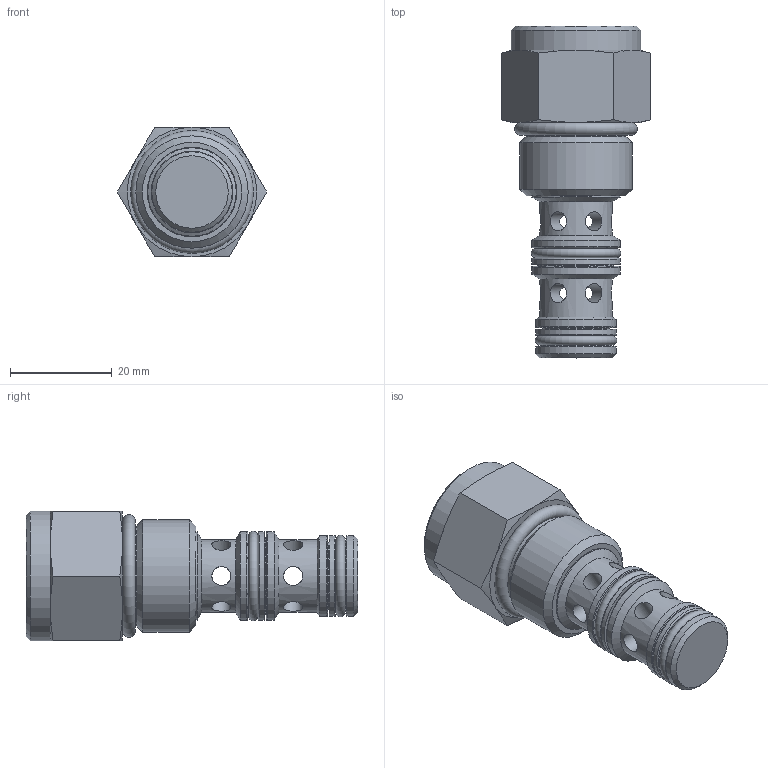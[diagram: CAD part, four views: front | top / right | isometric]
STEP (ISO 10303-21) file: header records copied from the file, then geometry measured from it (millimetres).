
FILE_DESCRIPTION((''),'2;1');
FILE_NAME('dfr-100-3-n_10183-70_RB.stp','2012-06-26T09:12:40',('mmartin'),(''),'Autodesk Inventor 2010','Autodesk Inventor 2010','');
FILE_SCHEMA(('AUTOMOTIVE_DESIGN { 1 0 10303 214 1 1 1 1 }'));
Length unit declared in the file: inch
Products named in the file (1): 10183-70_Shrinkwrap
Bounding box: 29.33 x 65.14 x 25.4 mm (x, y, z)
Volume: 20906.6 mm3; surface area: 6893 mm2
Topology: 1 solids, 1 shells, 85 faces, 204 edges, 115 vertices
Faces by surface type: cylinder 31, cone 24, plane 12, torus 11, bspline 7
Full cylindrical faces by diameter (mm): 3.747 x12, 13.31 x3, 14.275 x2, 14.884 x3, 15.799 x2, 15.875 x1, 17.374 x3, 17.463 x1, 19.622 x2, 22.047 x1, 25.4 x1
Entity records: 2580 total; most frequent: CARTESIAN_POINT 1016, DIRECTION 318, ORIENTED_EDGE 238, EDGE_LOOP 162, AXIS2_PLACEMENT_3D 156, EDGE_CURVE 119, VERTEX_POINT 93, FACE_OUTER_BOUND 85
